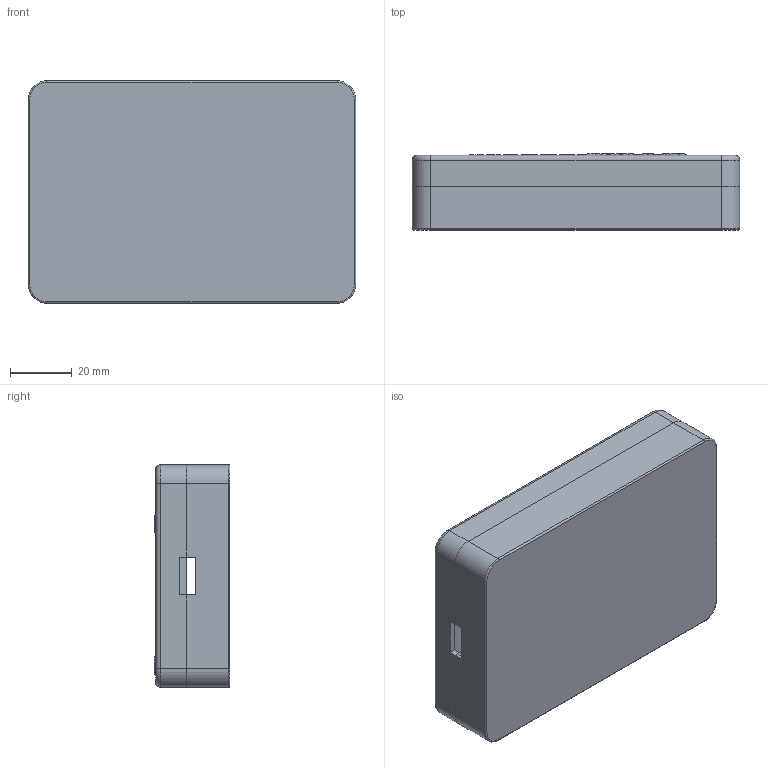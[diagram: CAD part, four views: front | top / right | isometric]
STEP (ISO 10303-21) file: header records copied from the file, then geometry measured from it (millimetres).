
FILE_DESCRIPTION((''),'2;1');
FILE_NAME('3D_PRINT_ASM','2021-06-07T23:35:04',('luck'),(''),'CREO PARAMETRIC BY PTC INC, 2021063','CREO PARAMETRIC BY PTC INC, 2021063','');
FILE_SCHEMA(('CONFIG_CONTROL_DESIGN'));
Length unit declared in the file: millimetre
Products named in the file (6): XIAKE_12_1_1; SHANGGAI_18_1_1; ASM0001_ASM_22_ASM_1_ASM_1_ASM; KEZI_ASM_ASM_ASM_1_ASM_1_ASM; SHENGKAZHUANGPEI_ASM_1_ASM; 3D_PRINT_ASM
Assembly tree (5 placements, depth 5):
  3D_PRINT_ASM
    SHENGKAZHUANGPEI_ASM_1_ASM
      KEZI_ASM_ASM_ASM_1_ASM_1_ASM
        ASM0001_ASM_22_ASM_1_ASM_1_ASM
          XIAKE_12_1_1
          SHANGGAI_18_1_1
Bounding box: 106 x 24.6 x 72 mm (x, y, z)
Volume: 44876.9 mm3; surface area: 48906 mm2
Topology: 2 solids, 2 shells, 1497 faces, 4215 edges, 2779 vertices
Faces by surface type: plane 1315, cylinder 118, torus 28, cone 20, bspline 8, sphere 8
Entity records: 47859 total; most frequent: CARTESIAN_POINT 8766, ORIENTED_EDGE 8414, DIRECTION 7542, EDGE_CURVE 4207, VECTOR 3816, LINE 3816, VERTEX_POINT 2779, AXIS2_PLACEMENT_3D 1863
